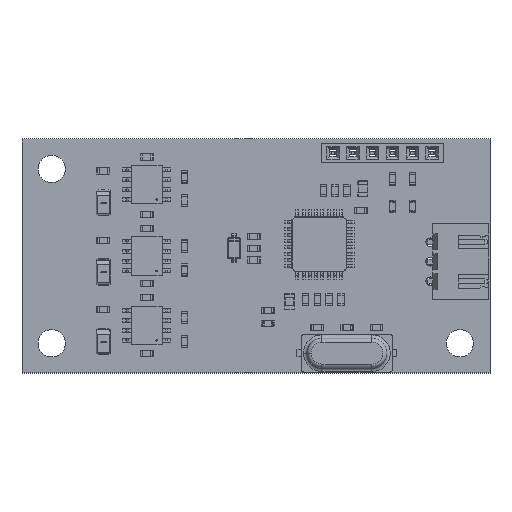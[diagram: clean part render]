
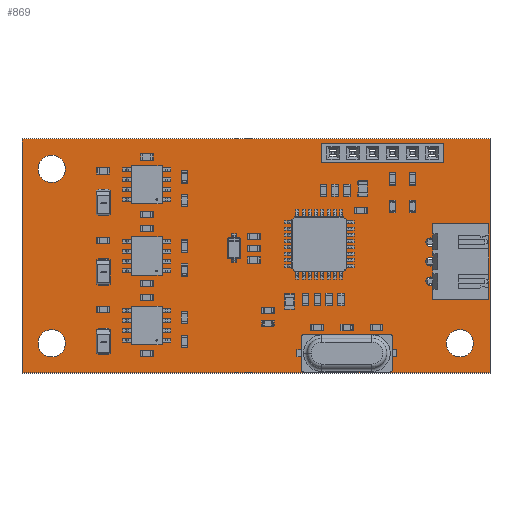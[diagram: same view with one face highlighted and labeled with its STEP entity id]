
A CAD part, top view. The second image highlights one B-rep face of the part: STEP entity #869.
In plain terms, the highlighted planar face has unit normal (0, 0, 1).
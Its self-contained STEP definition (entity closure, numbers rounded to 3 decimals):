
#308 = VERTEX_POINT('',#309);
#309 = CARTESIAN_POINT('',(0.,0.,1.691));
#315 = EDGE_CURVE('',#308,#316,#318,.T.);
#316 = VERTEX_POINT('',#317);
#317 = CARTESIAN_POINT('',(0.,30.,1.691));
#318 = LINE('',#319,#320);
#319 = CARTESIAN_POINT('',(0.,0.,1.691));
#320 = VECTOR('',#321,1.);
#321 = DIRECTION('',(0.,1.,0.));
#346 = EDGE_CURVE('',#316,#347,#349,.T.);
#347 = VERTEX_POINT('',#348);
#348 = CARTESIAN_POINT('',(60.,30.,1.691));
#349 = LINE('',#350,#351);
#350 = CARTESIAN_POINT('',(0.,30.,1.691));
#351 = VECTOR('',#352,1.);
#352 = DIRECTION('',(1.,0.,0.));
#377 = EDGE_CURVE('',#347,#378,#380,.T.);
#378 = VERTEX_POINT('',#379);
#379 = CARTESIAN_POINT('',(60.,0.,1.691));
#380 = LINE('',#381,#382);
#381 = CARTESIAN_POINT('',(60.,30.,1.691));
#382 = VECTOR('',#383,1.);
#383 = DIRECTION('',(0.,-1.,0.));
#408 = EDGE_CURVE('',#378,#308,#409,.T.);
#409 = LINE('',#410,#411);
#410 = CARTESIAN_POINT('',(60.,0.,1.691));
#411 = VECTOR('',#412,1.);
#412 = DIRECTION('',(-1.,0.,0.));
#432 = VERTEX_POINT('',#433);
#433 = CARTESIAN_POINT('',(5.56,3.81,1.691));
#439 = EDGE_CURVE('',#432,#432,#440,.T.);
#440 = CIRCLE('',#441,1.75);
#441 = AXIS2_PLACEMENT_3D('',#442,#443,#444);
#442 = CARTESIAN_POINT('',(3.81,3.81,1.691));
#443 = DIRECTION('',(0.,0.,1.));
#444 = DIRECTION('',(1.,0.,0.));
#465 = VERTEX_POINT('',#466);
#466 = CARTESIAN_POINT('',(5.56,26.162,1.691));
#472 = EDGE_CURVE('',#465,#465,#473,.T.);
#473 = CIRCLE('',#474,1.75);
#474 = AXIS2_PLACEMENT_3D('',#475,#476,#477);
#475 = CARTESIAN_POINT('',(3.81,26.162,1.691));
#476 = DIRECTION('',(0.,0.,1.));
#477 = DIRECTION('',(1.,0.,0.));
#498 = VERTEX_POINT('',#499);
#499 = CARTESIAN_POINT('',(40.428,28.194,1.691));
#505 = EDGE_CURVE('',#498,#498,#506,.T.);
#506 = CIRCLE('',#507,0.55);
#507 = AXIS2_PLACEMENT_3D('',#508,#509,#510);
#508 = CARTESIAN_POINT('',(39.878,28.194,1.691));
#509 = DIRECTION('',(0.,0.,1.));
#510 = DIRECTION('',(1.,0.,0.));
#531 = VERTEX_POINT('',#532);
#532 = CARTESIAN_POINT('',(42.968,28.194,1.691));
#538 = EDGE_CURVE('',#531,#531,#539,.T.);
#539 = CIRCLE('',#540,0.55);
#540 = AXIS2_PLACEMENT_3D('',#541,#542,#543);
#541 = CARTESIAN_POINT('',(42.418,28.194,1.691));
#542 = DIRECTION('',(0.,0.,1.));
#543 = DIRECTION('',(1.,0.,0.));
#564 = VERTEX_POINT('',#565);
#565 = CARTESIAN_POINT('',(48.048,28.194,1.691));
#571 = EDGE_CURVE('',#564,#564,#572,.T.);
#572 = CIRCLE('',#573,0.55);
#573 = AXIS2_PLACEMENT_3D('',#574,#575,#576);
#574 = CARTESIAN_POINT('',(47.498,28.194,1.691));
#575 = DIRECTION('',(0.,0.,1.));
#576 = DIRECTION('',(1.,0.,0.));
#597 = VERTEX_POINT('',#598);
#598 = CARTESIAN_POINT('',(45.508,28.194,1.691));
#604 = EDGE_CURVE('',#597,#597,#605,.T.);
#605 = CIRCLE('',#606,0.55);
#606 = AXIS2_PLACEMENT_3D('',#607,#608,#609);
#607 = CARTESIAN_POINT('',(44.958,28.194,1.691));
#608 = DIRECTION('',(0.,0.,1.));
#609 = DIRECTION('',(1.,0.,0.));
#630 = VERTEX_POINT('',#631);
#631 = CARTESIAN_POINT('',(52.874,14.264,1.691));
#637 = EDGE_CURVE('',#630,#630,#638,.T.);
#638 = CIRCLE('',#639,0.55);
#639 = AXIS2_PLACEMENT_3D('',#640,#641,#642);
#640 = CARTESIAN_POINT('',(52.324,14.264,1.691));
#641 = DIRECTION('',(0.,0.,1.));
#642 = DIRECTION('',(1.,0.,0.));
#663 = VERTEX_POINT('',#664);
#664 = CARTESIAN_POINT('',(57.884,3.81,1.691));
#670 = EDGE_CURVE('',#663,#663,#671,.T.);
#671 = CIRCLE('',#672,1.75);
#672 = AXIS2_PLACEMENT_3D('',#673,#674,#675);
#673 = CARTESIAN_POINT('',(56.134,3.81,1.691));
#674 = DIRECTION('',(0.,0.,1.));
#675 = DIRECTION('',(1.,0.,0.));
#696 = VERTEX_POINT('',#697);
#697 = CARTESIAN_POINT('',(52.874,11.764,1.691));
#703 = EDGE_CURVE('',#696,#696,#704,.T.);
#704 = CIRCLE('',#705,0.55);
#705 = AXIS2_PLACEMENT_3D('',#706,#707,#708);
#706 = CARTESIAN_POINT('',(52.324,11.764,1.691));
#707 = DIRECTION('',(0.,0.,1.));
#708 = DIRECTION('',(1.,0.,0.));
#729 = VERTEX_POINT('',#730);
#730 = CARTESIAN_POINT('',(50.588,28.194,1.691));
#736 = EDGE_CURVE('',#729,#729,#737,.T.);
#737 = CIRCLE('',#738,0.55);
#738 = AXIS2_PLACEMENT_3D('',#739,#740,#741);
#739 = CARTESIAN_POINT('',(50.038,28.194,1.691));
#740 = DIRECTION('',(0.,0.,1.));
#741 = DIRECTION('',(1.,0.,0.));
#762 = VERTEX_POINT('',#763);
#763 = CARTESIAN_POINT('',(52.874,16.764,1.691));
#769 = EDGE_CURVE('',#762,#762,#770,.T.);
#770 = CIRCLE('',#771,0.55);
#771 = AXIS2_PLACEMENT_3D('',#772,#773,#774);
#772 = CARTESIAN_POINT('',(52.324,16.764,1.691));
#773 = DIRECTION('',(0.,0.,1.));
#774 = DIRECTION('',(1.,0.,0.));
#795 = VERTEX_POINT('',#796);
#796 = CARTESIAN_POINT('',(53.128,28.194,1.691));
#802 = EDGE_CURVE('',#795,#795,#803,.T.);
#803 = CIRCLE('',#804,0.55);
#804 = AXIS2_PLACEMENT_3D('',#805,#806,#807);
#805 = CARTESIAN_POINT('',(52.578,28.194,1.691));
#806 = DIRECTION('',(0.,0.,1.));
#807 = DIRECTION('',(1.,0.,0.));
#869 = ADVANCED_FACE('',(#870,#876,#879,#882,#885,#888,#891,#894,#897,
    #900,#903,#906,#909),#912,.T.);
#870 = FACE_BOUND('',#871,.F.);
#871 = EDGE_LOOP('',(#872,#873,#874,#875));
#872 = ORIENTED_EDGE('',*,*,#315,.T.);
#873 = ORIENTED_EDGE('',*,*,#346,.T.);
#874 = ORIENTED_EDGE('',*,*,#377,.T.);
#875 = ORIENTED_EDGE('',*,*,#408,.T.);
#876 = FACE_BOUND('',#877,.T.);
#877 = EDGE_LOOP('',(#878));
#878 = ORIENTED_EDGE('',*,*,#439,.F.);
#879 = FACE_BOUND('',#880,.T.);
#880 = EDGE_LOOP('',(#881));
#881 = ORIENTED_EDGE('',*,*,#472,.F.);
#882 = FACE_BOUND('',#883,.T.);
#883 = EDGE_LOOP('',(#884));
#884 = ORIENTED_EDGE('',*,*,#505,.F.);
#885 = FACE_BOUND('',#886,.T.);
#886 = EDGE_LOOP('',(#887));
#887 = ORIENTED_EDGE('',*,*,#538,.F.);
#888 = FACE_BOUND('',#889,.T.);
#889 = EDGE_LOOP('',(#890));
#890 = ORIENTED_EDGE('',*,*,#571,.F.);
#891 = FACE_BOUND('',#892,.T.);
#892 = EDGE_LOOP('',(#893));
#893 = ORIENTED_EDGE('',*,*,#604,.F.);
#894 = FACE_BOUND('',#895,.T.);
#895 = EDGE_LOOP('',(#896));
#896 = ORIENTED_EDGE('',*,*,#637,.F.);
#897 = FACE_BOUND('',#898,.T.);
#898 = EDGE_LOOP('',(#899));
#899 = ORIENTED_EDGE('',*,*,#670,.F.);
#900 = FACE_BOUND('',#901,.T.);
#901 = EDGE_LOOP('',(#902));
#902 = ORIENTED_EDGE('',*,*,#703,.F.);
#903 = FACE_BOUND('',#904,.T.);
#904 = EDGE_LOOP('',(#905));
#905 = ORIENTED_EDGE('',*,*,#736,.F.);
#906 = FACE_BOUND('',#907,.T.);
#907 = EDGE_LOOP('',(#908));
#908 = ORIENTED_EDGE('',*,*,#769,.F.);
#909 = FACE_BOUND('',#910,.T.);
#910 = EDGE_LOOP('',(#911));
#911 = ORIENTED_EDGE('',*,*,#802,.F.);
#912 = PLANE('',#913);
#913 = AXIS2_PLACEMENT_3D('',#914,#915,#916);
#914 = CARTESIAN_POINT('',(0.,0.,1.691));
#915 = DIRECTION('',(0.,0.,1.));
#916 = DIRECTION('',(1.,0.,0.));
